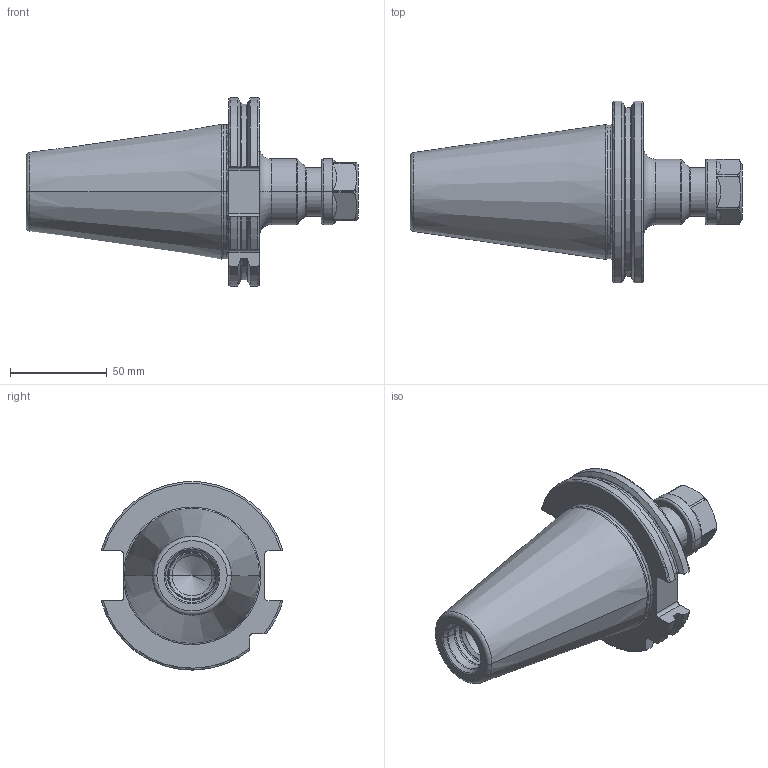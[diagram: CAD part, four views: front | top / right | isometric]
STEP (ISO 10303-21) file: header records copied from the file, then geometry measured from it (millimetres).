
FILE_DESCRIPTION((''),'2;1');
FILE_NAME('50-320-20_ASM','2011-08-31T',('mei'),(''),'PRO/ENGINEER BY PARAMETRIC TECHNOLOGY CORPORATION, 2010430','PRO/ENGINEER BY PARAMETRIC TECHNOLOGY CORPORATION, 2010430','');
FILE_SCHEMA(('CONFIG_CONTROL_DESIGN'));
Length unit declared in the file: millimetre
Products named in the file (3): 50-320-20; 83-912-20; 50-320-20_ASM
Assembly tree (2 placements, depth 2):
  50-320-20_ASM
    50-320-20
    83-912-20
Bounding box: 171.6 x 94 x 97.29 mm (x, y, z)
Volume: 378026.9 mm3; surface area: 50731.3 mm2
Topology: 2 solids, 3 shells, 129 faces, 325 edges, 203 vertices
Faces by surface type: torus 38, cylinder 32, cone 30, plane 29
Entity records: 4323 total; most frequent: CARTESIAN_POINT 1134, DIRECTION 689, ORIENTED_EDGE 642, EDGE_CURVE 323, AXIS2_PLACEMENT_3D 292, VERTEX_POINT 203, CIRCLE 156, EDGE_LOOP 134
